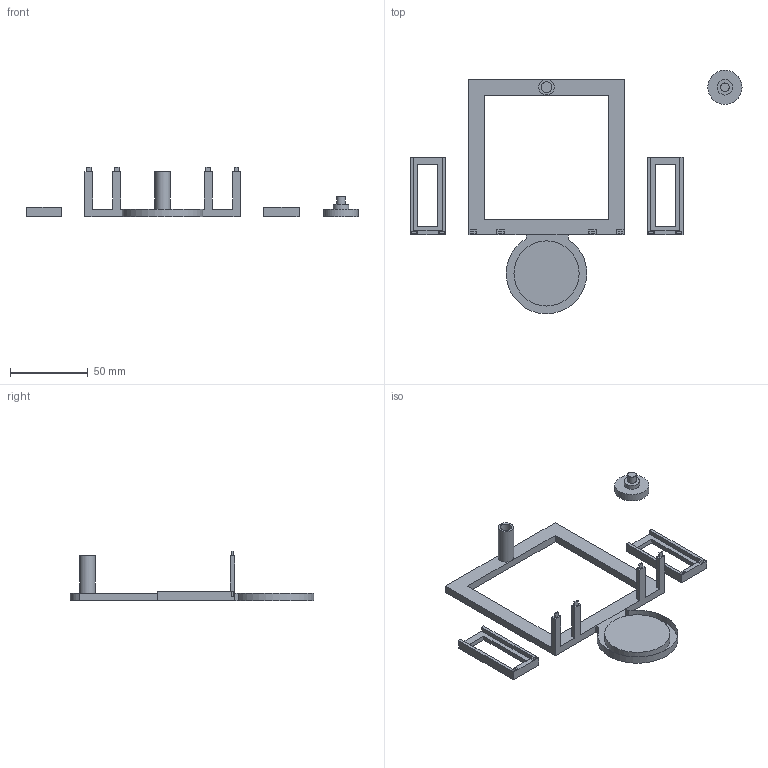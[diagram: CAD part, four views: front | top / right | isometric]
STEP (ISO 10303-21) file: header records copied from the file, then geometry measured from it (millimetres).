
FILE_DESCRIPTION(/* description */ ('','CAx-IF Rec.Pracs.---Representation and Presentation of Product Manufacturing Information (PMI)---4.0---2014-10-13'),/* implementation_level */ '2;1');
FILE_NAME(/* name */ 'robohacks2025 v1.step',/* time_stamp */ '2025-02-14T21:10:46-05:00',/* author */ (''),/* organization */ (''),/* preprocessor_version */ 'ST-DEVELOPER v20',/* originating_system */ 'Autodesk Translation Framework v13.20.0.188',/* authorisation */ '');
FILE_SCHEMA (('AP242_MANAGED_MODEL_BASED_3D_ENGINEERING_MIM_LF { 1 0 10303 442 1 1 4 }'));
Length unit declared in the file: millimetre
Products named in the file (1): robohacks2025
Bounding box: 214 x 156.99 x 32 mm (x, y, z)
Volume: 20702.4 mm3; surface area: 25684.4 mm2
Topology: 4 solids, 4 shells, 116 faces, 296 edges, 196 vertices
Faces by surface type: plane 109, cylinder 7
Full cylindrical faces by diameter (mm): 5.5 x1, 7 x1, 10 x2, 22 x1, 42 x1
Entity records: 3462 total; most frequent: CARTESIAN_POINT 603, ORIENTED_EDGE 584, DIRECTION 542, EDGE_CURVE 292, LINE 276, VECTOR 276, VERTEX_POINT 194, EDGE_LOOP 134
